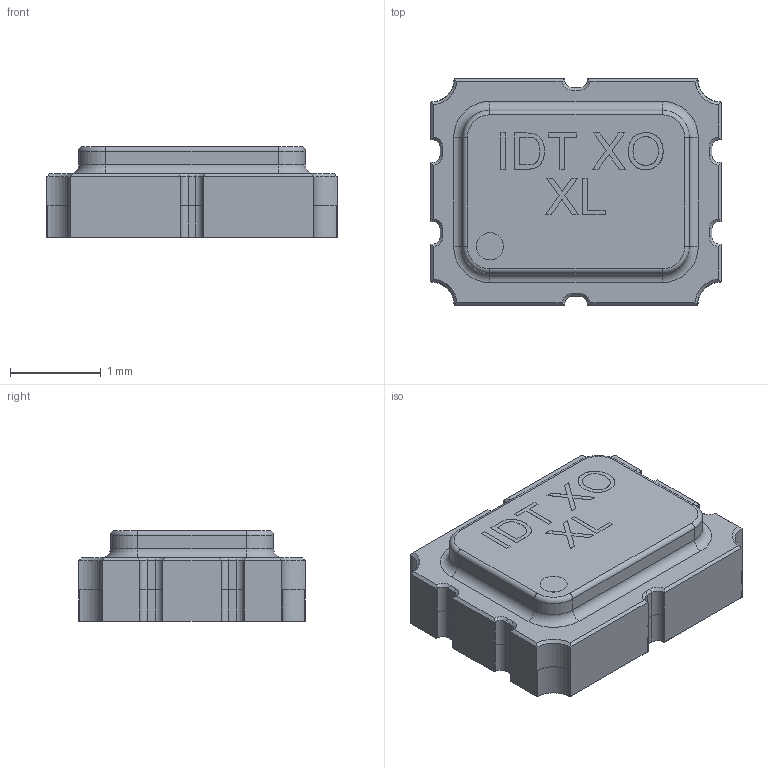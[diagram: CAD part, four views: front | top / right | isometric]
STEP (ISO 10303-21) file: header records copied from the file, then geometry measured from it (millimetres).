
FILE_DESCRIPTION (( 'STEP AP214' ), '1' );
FILE_NAME ('956A19EC-3BEE-458F-B0FD-8A5808F70EDB.STEP', '2024-05-20T13:52:44', ( '' ), ( '' ), 'SwSTEP 2.0', 'SolidWorks 2022', '' );
FILE_SCHEMA (( 'AUTOMOTIVE_DESIGN' ));
Length unit declared in the file: millimetre
Products named in the file (1): 956A19EC-3BEE-458F-B0FD-8A5808F70EDB
Bounding box: 3.2 x 2.5 x 1 mm (x, y, z)
Volume: 6.7 mm3; surface area: 25.3 mm2
Topology: 1 solids, 1 shells, 288 faces, 749 edges, 474 vertices
Faces by surface type: plane 184, cylinder 60, bspline 20, cone 16, torus 8
Entity records: 11981 total; most frequent: CARTESIAN_POINT 2968, ORIENTED_EDGE 1498, DIRECTION 1371, EDGE_CURVE 749, LINE 545, VECTOR 545, VERTEX_POINT 474, AXIS2_PLACEMENT_3D 413
